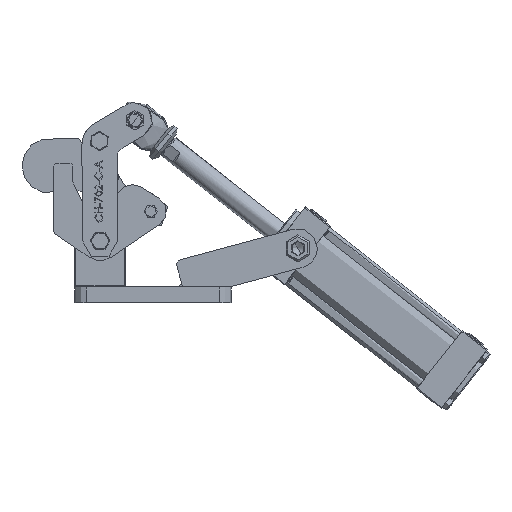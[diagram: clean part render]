
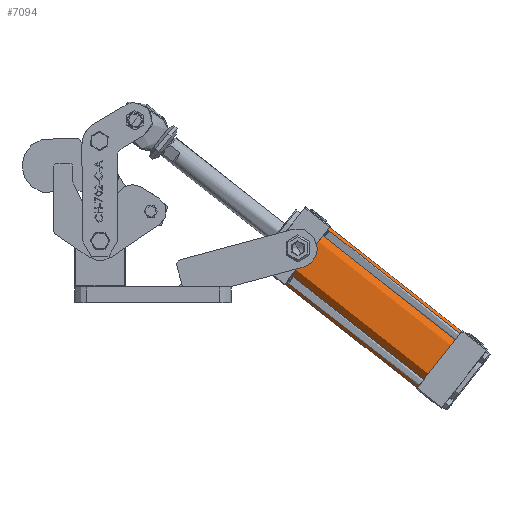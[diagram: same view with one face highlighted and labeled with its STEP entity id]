
A CAD part, front view. The second image highlights one B-rep face of the part: STEP entity #7094.
In plain terms, the highlighted cylindrical face has radius 18.5 mm (diameter 37 mm), a partial arc.
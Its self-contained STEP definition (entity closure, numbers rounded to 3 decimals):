
#5797 = CARTESIAN_POINT ( 'NONE',  ( 0., 19., -18.5 ) ) ;
#7094 = ADVANCED_FACE ( 'NONE', ( #65504 ), #84309, .T. ) ;
#9216 = CARTESIAN_POINT ( 'NONE',  ( 0., 105., 18.5 ) ) ;
#11947 = VECTOR ( 'NONE', #41731, 1000. ) ;
#12105 = ORIENTED_EDGE ( 'NONE', *, *, #96911, .F. ) ;
#12567 = CARTESIAN_POINT ( 'NONE',  ( 0., 105., 0. ) ) ;
#12976 = EDGE_CURVE ( 'NONE', #96325, #24901, #101436, .T. ) ;
#15875 = CARTESIAN_POINT ( 'NONE',  ( 0., 19., 18.5 ) ) ;
#17509 = ORIENTED_EDGE ( 'NONE', *, *, #47569, .F. ) ;
#19974 = EDGE_CURVE ( 'NONE', #24901, #87096, #56934, .T. ) ;
#21801 = DIRECTION ( 'NONE',  ( 0., 1., 0. ) ) ;
#24521 = CIRCLE ( 'NONE', #50958, 18.5 ) ;
#24901 = VERTEX_POINT ( 'NONE', #5797 ) ;
#33671 = CARTESIAN_POINT ( 'NONE',  ( 0., 105., 18.5 ) ) ;
#38004 = AXIS2_PLACEMENT_3D ( 'NONE', #69742, #21801, #77890 ) ;
#40183 = VECTOR ( 'NONE', #49326, 1000. ) ;
#40223 = EDGE_LOOP ( 'NONE', ( #12105, #17509, #100617, #82240 ) ) ;
#41731 = DIRECTION ( 'NONE',  ( 0., -1., 0. ) ) ;
#44516 = DIRECTION ( 'NONE',  ( 0., -1., 0. ) ) ;
#47119 = DIRECTION ( 'NONE',  ( 0., 1., 0. ) ) ;
#47569 = EDGE_CURVE ( 'NONE', #96325, #96435, #24521, .T. ) ;
#48752 = AXIS2_PLACEMENT_3D ( 'NONE', #12567, #44516, #52547 ) ;
#49326 = DIRECTION ( 'NONE',  ( 0., -1., 0. ) ) ;
#50958 = AXIS2_PLACEMENT_3D ( 'NONE', #95033, #47119, #103045 ) ;
#52547 = DIRECTION ( 'NONE',  ( 0., 0., -1. ) ) ;
#56934 = CIRCLE ( 'NONE', #38004, 18.5 ) ;
#57039 = CARTESIAN_POINT ( 'NONE',  ( 0., 105., -18.5 ) ) ;
#65504 = FACE_OUTER_BOUND ( 'NONE', #40223, .T. ) ;
#69742 = CARTESIAN_POINT ( 'NONE',  ( 0., 19., 0. ) ) ;
#77890 = DIRECTION ( 'NONE',  ( 0., 0., 1. ) ) ;
#82240 = ORIENTED_EDGE ( 'NONE', *, *, #19974, .T. ) ;
#84309 = CYLINDRICAL_SURFACE ( 'NONE', #48752, 18.5 ) ;
#87096 = VERTEX_POINT ( 'NONE', #15875 ) ;
#95033 = CARTESIAN_POINT ( 'NONE',  ( 0., 105., 0. ) ) ;
#96325 = VERTEX_POINT ( 'NONE', #96387 ) ;
#96387 = CARTESIAN_POINT ( 'NONE',  ( 0., 105., -18.5 ) ) ;
#96435 = VERTEX_POINT ( 'NONE', #9216 ) ;
#96911 = EDGE_CURVE ( 'NONE', #96435, #87096, #97140, .T. ) ;
#97140 = LINE ( 'NONE', #33671, #11947 ) ;
#100617 = ORIENTED_EDGE ( 'NONE', *, *, #12976, .T. ) ;
#101436 = LINE ( 'NONE', #57039, #40183 ) ;
#103045 = DIRECTION ( 'NONE',  ( 0., 0., 1. ) ) ;
